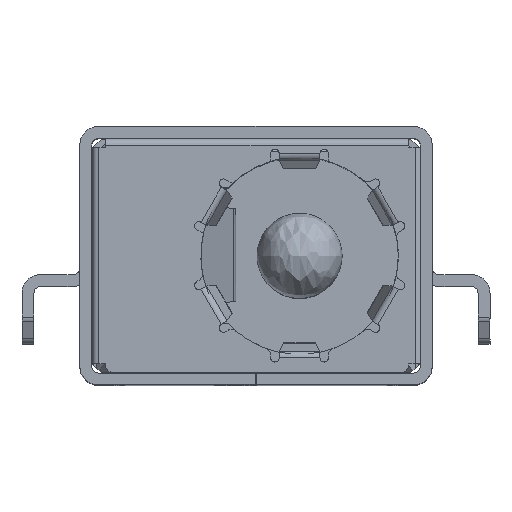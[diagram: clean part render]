
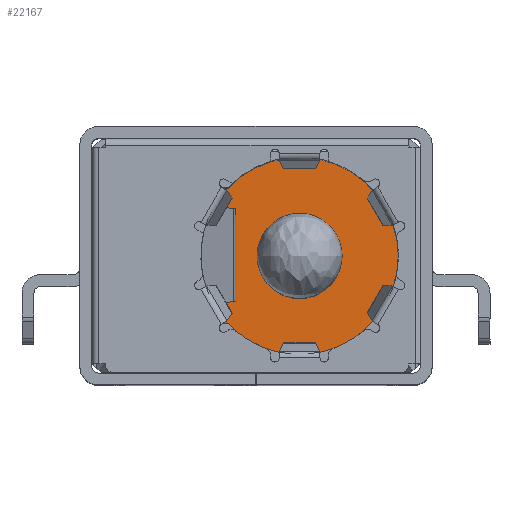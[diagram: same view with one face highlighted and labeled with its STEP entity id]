
A CAD part, top view. The second image highlights one B-rep face of the part: STEP entity #22167.
In plain terms, the highlighted planar face has unit normal (0, 0, 1).
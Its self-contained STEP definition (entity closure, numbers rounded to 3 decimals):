
#222 = LINE ( 'NONE', #2064, #544 ) ;
#321 = CARTESIAN_POINT ( 'NONE',  ( -1.12, -2., 5.9 ) ) ;
#544 = VECTOR ( 'NONE', #16687, 1000. ) ;
#807 = LINE ( 'NONE', #1123, #16816 ) ;
#952 = DIRECTION ( 'NONE',  ( 1., 0., 0. ) ) ;
#1123 = CARTESIAN_POINT ( 'NONE',  ( 1.28, -2., 5.9 ) ) ;
#1330 = ORIENTED_EDGE ( 'NONE', *, *, #4912, .T. ) ;
#2016 = FACE_BOUND ( 'NONE', #25171, .T. ) ;
#2064 = CARTESIAN_POINT ( 'NONE',  ( -2.42, 2., 5.9 ) ) ;
#2312 = VERTEX_POINT ( 'NONE', #5915 ) ;
#3233 = DIRECTION ( 'NONE',  ( 0., 0., 1. ) ) ;
#3442 = EDGE_CURVE ( 'NONE', #10428, #19388, #18155, .T. ) ;
#3527 = CARTESIAN_POINT ( 'NONE',  ( -0.82, -2., 5.9 ) ) ;
#4224 = CIRCLE ( 'NONE', #5840, 2.9 ) ;
#4381 = VERTEX_POINT ( 'NONE', #27034 ) ;
#4623 = ORIENTED_EDGE ( 'NONE', *, *, #23599, .T. ) ;
#4912 = EDGE_CURVE ( 'NONE', #19388, #10428, #13324, .T. ) ;
#5326 = EDGE_CURVE ( 'NONE', #11695, #4381, #222, .T. ) ;
#5840 = AXIS2_PLACEMENT_3D ( 'NONE', #22496, #10005, #6085 ) ;
#5915 = CARTESIAN_POINT ( 'NONE',  ( 4.18, 0., 5.9 ) ) ;
#6085 = DIRECTION ( 'NONE',  ( 1., 0., 0. ) ) ;
#6242 = EDGE_LOOP ( 'NONE', ( #9999, #12579, #12422, #4623, #19063 ) ) ;
#7524 = DIRECTION ( 'NONE',  ( 0., 1., 0. ) ) ;
#7531 = EDGE_CURVE ( 'NONE', #11756, #4381, #16830, .T. ) ;
#8103 = CARTESIAN_POINT ( 'NONE',  ( 1.28, 0., 5.9 ) ) ;
#8289 = AXIS2_PLACEMENT_3D ( 'NONE', #19170, #16977, #19261 ) ;
#8657 = VECTOR ( 'NONE', #7524, 1000. ) ;
#9798 = CARTESIAN_POINT ( 'NONE',  ( 2.53, 0., 5.9 ) ) ;
#9999 = ORIENTED_EDGE ( 'NONE', *, *, #7531, .F. ) ;
#10005 = DIRECTION ( 'NONE',  ( 0., 0., 1. ) ) ;
#10358 = CIRCLE ( 'NONE', #17386, 2.9 ) ;
#10428 = VERTEX_POINT ( 'NONE', #19811 ) ;
#10774 = DIRECTION ( 'NONE',  ( 1., 0., 0. ) ) ;
#11695 = VERTEX_POINT ( 'NONE', #16690 ) ;
#11756 = VERTEX_POINT ( 'NONE', #321 ) ;
#12422 = ORIENTED_EDGE ( 'NONE', *, *, #24896, .T. ) ;
#12579 = ORIENTED_EDGE ( 'NONE', *, *, #13446, .T. ) ;
#13324 = CIRCLE ( 'NONE', #8289, 1.25 ) ;
#13446 = EDGE_CURVE ( 'NONE', #11756, #26372, #807, .T. ) ;
#14470 = DIRECTION ( 'NONE',  ( 1., 0., 0. ) ) ;
#14567 = DIRECTION ( 'NONE',  ( 0., 0., 1. ) ) ;
#15069 = DIRECTION ( 'NONE',  ( 0., 0., -1. ) ) ;
#15548 = PLANE ( 'NONE',  #23458 ) ;
#15729 = CARTESIAN_POINT ( 'NONE',  ( 1.28, 0., 5.9 ) ) ;
#16687 = DIRECTION ( 'NONE',  ( -1., 0., 0. ) ) ;
#16690 = CARTESIAN_POINT ( 'NONE',  ( -0.82, 2., 5.9 ) ) ;
#16816 = VECTOR ( 'NONE', #952, 1000. ) ;
#16830 = LINE ( 'NONE', #18088, #8657 ) ;
#16977 = DIRECTION ( 'NONE',  ( 0., 0., -1. ) ) ;
#17386 = AXIS2_PLACEMENT_3D ( 'NONE', #8103, #14567, #14470 ) ;
#17818 = DIRECTION ( 'NONE',  ( 1., 0., 0. ) ) ;
#18088 = CARTESIAN_POINT ( 'NONE',  ( -1.12, 2., 5.9 ) ) ;
#18155 = CIRCLE ( 'NONE', #18374, 1.25 ) ;
#18374 = AXIS2_PLACEMENT_3D ( 'NONE', #21362, #15069, #10774 ) ;
#19063 = ORIENTED_EDGE ( 'NONE', *, *, #5326, .T. ) ;
#19170 = CARTESIAN_POINT ( 'NONE',  ( 1.28, 0., 5.9 ) ) ;
#19261 = DIRECTION ( 'NONE',  ( 1., 0., 0. ) ) ;
#19388 = VERTEX_POINT ( 'NONE', #9798 ) ;
#19811 = CARTESIAN_POINT ( 'NONE',  ( 0.03, 0., 5.9 ) ) ;
#21362 = CARTESIAN_POINT ( 'NONE',  ( 1.28, 0., 5.9 ) ) ;
#22167 = ADVANCED_FACE ( 'NONE', ( #24194, #2016 ), #15548, .T. ) ;
#22496 = CARTESIAN_POINT ( 'NONE',  ( 1.28, 0., 5.9 ) ) ;
#23057 = ORIENTED_EDGE ( 'NONE', *, *, #3442, .T. ) ;
#23458 = AXIS2_PLACEMENT_3D ( 'NONE', #15729, #3233, #17818 ) ;
#23599 = EDGE_CURVE ( 'NONE', #2312, #11695, #4224, .T. ) ;
#24194 = FACE_OUTER_BOUND ( 'NONE', #6242, .T. ) ;
#24896 = EDGE_CURVE ( 'NONE', #26372, #2312, #10358, .T. ) ;
#25171 = EDGE_LOOP ( 'NONE', ( #1330, #23057 ) ) ;
#26372 = VERTEX_POINT ( 'NONE', #3527 ) ;
#27034 = CARTESIAN_POINT ( 'NONE',  ( -1.12, 2., 5.9 ) ) ;
